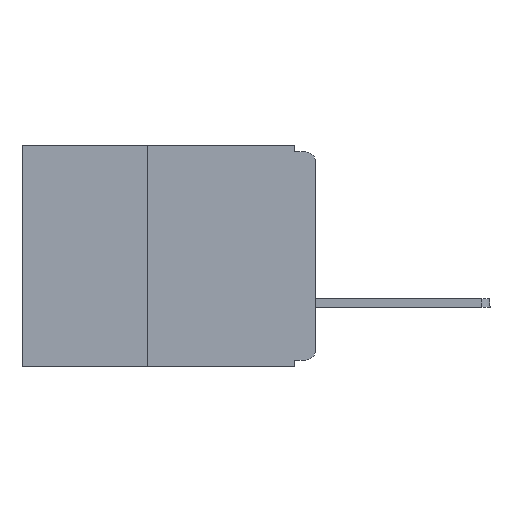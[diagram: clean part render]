
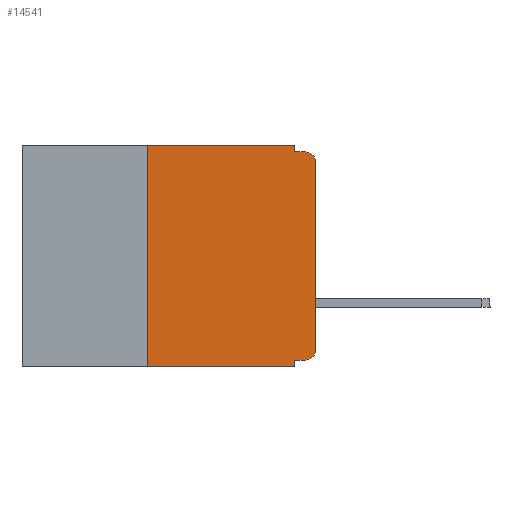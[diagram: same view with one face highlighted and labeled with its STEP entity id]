
A CAD part, left-side view. The second image highlights one B-rep face of the part: STEP entity #14541.
In plain terms, the highlighted planar face has unit normal (-1, 0, 0).
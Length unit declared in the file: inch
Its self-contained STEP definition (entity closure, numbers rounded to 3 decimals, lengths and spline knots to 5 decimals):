
#322 = EDGE_CURVE ( 'NONE', #1482, #18872, #10690, .T. ) ;
#441 = VECTOR ( 'NONE', #13415, 39.37008 ) ;
#572 = LINE ( 'NONE', #14757, #441 ) ;
#1071 = VECTOR ( 'NONE', #12825, 39.37008 ) ;
#1140 = LINE ( 'NONE', #12934, #1071 ) ;
#1395 = VERTEX_POINT ( 'NONE', #18229 ) ;
#1482 = VERTEX_POINT ( 'NONE', #16175 ) ;
#1621 = CARTESIAN_POINT ( 'NONE',  ( 0., 0., -0.025 ) ) ;
#2383 = CARTESIAN_POINT ( 'NONE',  ( 0., 0.031, 0. ) ) ;
#2426 = DIRECTION ( 'NONE',  ( 0., -1., 0. ) ) ;
#2472 = CARTESIAN_POINT ( 'NONE',  ( 0., 0.015, -0.01 ) ) ;
#2745 = CARTESIAN_POINT ( 'NONE',  ( 0., 0., -0.01 ) ) ;
#3024 = VERTEX_POINT ( 'NONE', #1621 ) ;
#3844 = DIRECTION ( 'NONE',  ( 0., -1., 0. ) ) ;
#3865 = CARTESIAN_POINT ( 'NONE',  ( 0., 0.25, -0.33 ) ) ;
#3992 = CARTESIAN_POINT ( 'NONE',  ( 0., 0.437, 0. ) ) ;
#4119 = CARTESIAN_POINT ( 'NONE',  ( 0., 0.031, -0.01 ) ) ;
#4334 = DIRECTION ( 'NONE',  ( 0., 0., -1. ) ) ;
#4456 = DIRECTION ( 'NONE',  ( -1., 0., 0. ) ) ;
#4476 = CARTESIAN_POINT ( 'NONE',  ( 0., 0.015, -0.305 ) ) ;
#4862 = VECTOR ( 'NONE', #16412, 39.37008 ) ;
#4889 = DIRECTION ( 'NONE',  ( 0., 0., 1. ) ) ;
#5009 = LINE ( 'NONE', #16721, #4862 ) ;
#5840 = EDGE_CURVE ( 'NONE', #1482, #16045, #7436, .T. ) ;
#6211 = EDGE_CURVE ( 'NONE', #3024, #15327, #15824, .T. ) ;
#6265 = AXIS2_PLACEMENT_3D ( 'NONE', #4476, #4456, #4334 ) ;
#6447 = ORIENTED_EDGE ( 'NONE', *, *, #11862, .T. ) ;
#6757 = ORIENTED_EDGE ( 'NONE', *, *, #6211, .T. ) ;
#6901 = FACE_OUTER_BOUND ( 'NONE', #12894, .T. ) ;
#6945 = CARTESIAN_POINT ( 'NONE',  ( 0., 0.031, -0.32 ) ) ;
#7014 = EDGE_CURVE ( 'NONE', #1395, #11024, #572, .T. ) ;
#7180 = ORIENTED_EDGE ( 'NONE', *, *, #16598, .F. ) ;
#7295 = ORIENTED_EDGE ( 'NONE', *, *, #18930, .F. ) ;
#7436 = CIRCLE ( 'NONE', #6265, 0.015 ) ;
#7520 = LINE ( 'NONE', #15825, #7666 ) ;
#7576 = ORIENTED_EDGE ( 'NONE', *, *, #17299, .F. ) ;
#7666 = VECTOR ( 'NONE', #17049, 39.37008 ) ;
#7883 = ORIENTED_EDGE ( 'NONE', *, *, #18549, .F. ) ;
#7997 = ORIENTED_EDGE ( 'NONE', *, *, #7014, .T. ) ;
#8149 = ORIENTED_EDGE ( 'NONE', *, *, #19903, .F. ) ;
#8462 = ORIENTED_EDGE ( 'NONE', *, *, #322, .F. ) ;
#8543 = ORIENTED_EDGE ( 'NONE', *, *, #5840, .T. ) ;
#8891 = VERTEX_POINT ( 'NONE', #11046 ) ;
#9714 = CARTESIAN_POINT ( 'NONE',  ( 0., 0.031, -0.33 ) ) ;
#10380 = VECTOR ( 'NONE', #4889, 39.37008 ) ;
#10463 = LINE ( 'NONE', #3865, #10380 ) ;
#10630 = VECTOR ( 'NONE', #13901, 39.37008 ) ;
#10690 = LINE ( 'NONE', #11449, #10630 ) ;
#11024 = VERTEX_POINT ( 'NONE', #9714 ) ;
#11046 = CARTESIAN_POINT ( 'NONE',  ( 0., 0.25, 0. ) ) ;
#11449 = CARTESIAN_POINT ( 'NONE',  ( 0., 0., -0.32 ) ) ;
#11862 = EDGE_CURVE ( 'NONE', #16045, #3024, #5009, .T. ) ;
#12825 = DIRECTION ( 'NONE',  ( 0., 0., -1. ) ) ;
#12894 = EDGE_LOOP ( 'NONE', ( #6447, #6757, #7180, #7295, #7576, #7883, #7997, #8149, #8462, #8543 ) ) ;
#12934 = CARTESIAN_POINT ( 'NONE',  ( 0., 0.031, -0.33 ) ) ;
#13415 = DIRECTION ( 'NONE',  ( 0., -1., 0. ) ) ;
#13461 = VERTEX_POINT ( 'NONE', #4119 ) ;
#13658 = AXIS2_PLACEMENT_3D ( 'NONE', #19835, #19779, #19759 ) ;
#13901 = DIRECTION ( 'NONE',  ( 0., 1., 0. ) ) ;
#14541 = ADVANCED_FACE ( 'NONE', ( #6901 ), #19849, .F. ) ;
#14757 = CARTESIAN_POINT ( 'NONE',  ( 0., 0.437, -0.33 ) ) ;
#15327 = VERTEX_POINT ( 'NONE', #2472 ) ;
#15347 = CARTESIAN_POINT ( 'NONE',  ( 0., 0., -0.305 ) ) ;
#15824 = CIRCLE ( 'NONE', #16390, 0.015 ) ;
#15825 = CARTESIAN_POINT ( 'NONE',  ( 0., 0.031, 0. ) ) ;
#16045 = VERTEX_POINT ( 'NONE', #15347 ) ;
#16175 = CARTESIAN_POINT ( 'NONE',  ( 0., 0.015, -0.32 ) ) ;
#16390 = AXIS2_PLACEMENT_3D ( 'NONE', #17283, #17226, #17159 ) ;
#16412 = DIRECTION ( 'NONE',  ( 0., 0., 1. ) ) ;
#16598 = EDGE_CURVE ( 'NONE', #13461, #15327, #20273, .T. ) ;
#16721 = CARTESIAN_POINT ( 'NONE',  ( 0., 0., 0. ) ) ;
#17049 = DIRECTION ( 'NONE',  ( 0., 0., -1. ) ) ;
#17159 = DIRECTION ( 'NONE',  ( 0., 0., -1. ) ) ;
#17226 = DIRECTION ( 'NONE',  ( -1., 0., 0. ) ) ;
#17283 = CARTESIAN_POINT ( 'NONE',  ( 0., 0.015, -0.025 ) ) ;
#17299 = EDGE_CURVE ( 'NONE', #8891, #17591, #17567, .T. ) ;
#17539 = VECTOR ( 'NONE', #3844, 39.37008 ) ;
#17567 = LINE ( 'NONE', #3992, #17539 ) ;
#17591 = VERTEX_POINT ( 'NONE', #2383 ) ;
#18229 = CARTESIAN_POINT ( 'NONE',  ( 0., 0.25, -0.33 ) ) ;
#18549 = EDGE_CURVE ( 'NONE', #1395, #8891, #10463, .T. ) ;
#18872 = VERTEX_POINT ( 'NONE', #6945 ) ;
#18930 = EDGE_CURVE ( 'NONE', #17591, #13461, #7520, .T. ) ;
#19759 = DIRECTION ( 'NONE',  ( 0., 0., -1. ) ) ;
#19779 = DIRECTION ( 'NONE',  ( 1., 0., 0. ) ) ;
#19835 = CARTESIAN_POINT ( 'NONE',  ( 0., 0.437, 0. ) ) ;
#19849 = PLANE ( 'NONE',  #13658 ) ;
#19903 = EDGE_CURVE ( 'NONE', #18872, #11024, #1140, .T. ) ;
#20260 = VECTOR ( 'NONE', #2426, 39.37008 ) ;
#20273 = LINE ( 'NONE', #2745, #20260 ) ;
